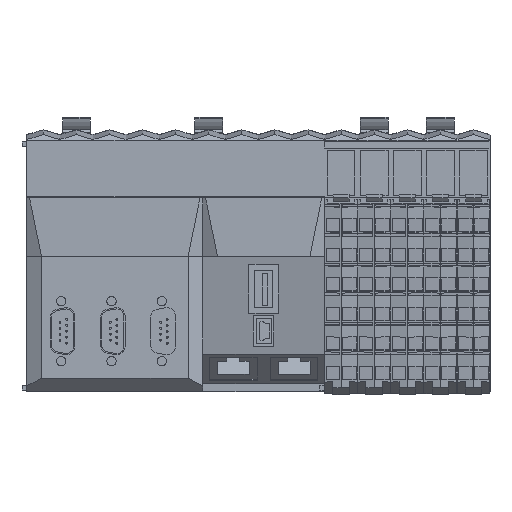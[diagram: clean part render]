
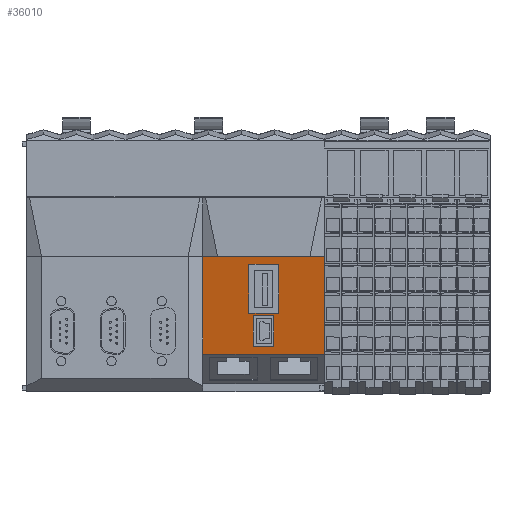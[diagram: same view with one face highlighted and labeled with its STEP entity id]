
A CAD part, front view. The second image highlights one B-rep face of the part: STEP entity #36010.
In plain terms, the highlighted planar face has unit normal (0, -0.978, -0.208).
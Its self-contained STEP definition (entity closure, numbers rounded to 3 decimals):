
#33367=CARTESIAN_POINT('POINT9505',(7.6,-57.581,
   48.05));
#33368=VERTEX_POINT('VERTEX9505',#33367);
#33369=CARTESIAN_POINT('POINT9506',(7.6,-53.649,
   29.55));
#33370=VERTEX_POINT('VERTEX9506',#33369);
#33371=CARTESIAN_POINT('POS17639',(7.6,-51.671,
   20.245));
#33372=DIRECTION('DIR23671',(0.,0.208,
   -0.978));
#33373=VECTOR('VEC11607',#33372,25.4);
#33374=LINE('STRAIGHT11607',#33371,#33373);
#33375=EDGE_CURVE('EDGE14373',#33368,#33370,#33374,.T.);
#33398=CARTESIAN_POINT('POINT9507',(-3.6,-57.581,
   48.05));
#33399=VERTEX_POINT('VERTEX9507',#33398);
#33400=CARTESIAN_POINT('POS17643',(2.,-57.581,
   48.05));
#33401=DIRECTION('DIR23676',(1.,0.,0.));
#33402=VECTOR('VEC11610',#33401,25.4);
#33403=LINE('STRAIGHT11610',#33400,#33402);
#33404=EDGE_CURVE('EDGE14376',#33399,#33368,#33403,.T.);
#33422=CARTESIAN_POINT('POINT9508',(-3.6,-53.649,
   29.55));
#33423=VERTEX_POINT('VERTEX9508',#33422);
#33424=CARTESIAN_POINT('POS17646',(-3.6,-51.671,
   20.245));
#33425=DIRECTION('DIR23680',(0.,-0.208,
   0.978));
#33426=VECTOR('VEC11612',#33425,25.4);
#33427=LINE('STRAIGHT11612',#33424,#33426);
#33428=EDGE_CURVE('EDGE14378',#33423,#33399,#33427,.T.);
#33446=CARTESIAN_POINT('POS17649',(2.,-53.649,
   29.55));
#33447=DIRECTION('DIR23684',(-1.,0.,0.));
#33448=VECTOR('VEC11614',#33447,25.4);
#33449=LINE('STRAIGHT11614',#33446,#33448);
#33450=EDGE_CURVE('EDGE14380',#33370,#33423,#33449,.T.);
#33463=CARTESIAN_POINT('POINT9509',(5.85,-53.457,
   28.65));
#33464=VERTEX_POINT('VERTEX9509',#33463);
#33465=CARTESIAN_POINT('POINT9510',(5.85,-51.013,
   17.15));
#33466=VERTEX_POINT('VERTEX9510',#33465);
#33467=CARTESIAN_POINT('POS17651',(5.85,-49.993,
   12.349));
#33468=DIRECTION('DIR23687',(0.,0.208,
   -0.978));
#33469=VECTOR('VEC11615',#33468,25.4);
#33470=LINE('STRAIGHT11615',#33467,#33469);
#33471=EDGE_CURVE('EDGE14381',#33464,#33466,#33470,.T.);
#33494=CARTESIAN_POINT('POINT9511',(-1.85,-53.457,
   28.65));
#33495=VERTEX_POINT('VERTEX9511',#33494);
#33496=CARTESIAN_POINT('POS17655',(2.,-53.457,
   28.65));
#33497=DIRECTION('DIR23692',(1.,0.,0.));
#33498=VECTOR('VEC11618',#33497,25.4);
#33499=LINE('STRAIGHT11618',#33496,#33498);
#33500=EDGE_CURVE('EDGE14384',#33495,#33464,#33499,.T.);
#33518=CARTESIAN_POINT('POINT9512',(-1.85,-51.013,
   17.15));
#33519=VERTEX_POINT('VERTEX9512',#33518);
#33520=CARTESIAN_POINT('POS17658',(-1.85,-49.993,
   12.349));
#33521=DIRECTION('DIR23696',(0.,-0.208,
   0.978));
#33522=VECTOR('VEC11620',#33521,25.4);
#33523=LINE('STRAIGHT11620',#33520,#33522);
#33524=EDGE_CURVE('EDGE14386',#33519,#33495,#33523,.T.);
#33542=CARTESIAN_POINT('POS17661',(2.,-51.013,
   17.15));
#33543=DIRECTION('DIR23700',(-1.,0.,0.));
#33544=VECTOR('VEC11622',#33543,25.4);
#33545=LINE('STRAIGHT11622',#33542,#33544);
#33546=EDGE_CURVE('EDGE14388',#33466,#33519,#33545,.T.);
#33575=CARTESIAN_POINT('POINT9515',(25.,-50.375,
   14.15));
#33576=VERTEX_POINT('VERTEX9515',#33575);
#33583=CARTESIAN_POINT('POINT9516',(-21.,-50.375,
   14.15));
#33584=VERTEX_POINT('VERTEX9516',#33583);
#33585=CARTESIAN_POINT('POS17666',(2.,-50.375,
   14.15));
#33586=DIRECTION('DIR23706',(1.,0.,0.));
#33587=VECTOR('VEC11626',#33586,25.4);
#33588=LINE('STRAIGHT11626',#33585,#33587);
#33589=EDGE_CURVE('EDGE14392',#33584,#33576,#33588,.T.);
#35957=CARTESIAN_POINT('POINT9623',(25.,-58.24,51.15));
#35958=VERTEX_POINT('VERTEX9623',#35957);
#35965=CARTESIAN_POINT('POS17889',(25.,-52.722,
   25.188));
#35966=DIRECTION('DIR24008',(0.,0.208,
   -0.978));
#35967=VECTOR('VEC11770',#35966,25.4);
#35968=LINE('STRAIGHT11770',#35965,#35967);
#35969=EDGE_CURVE('EDGE14568',#35958,#33576,#35968,.T.);
#35975=ORIENTED_EDGE('COEDGE29031',*,*,#33546,.T.);
#35976=ORIENTED_EDGE('COEDGE29032',*,*,#33524,.T.);
#35977=ORIENTED_EDGE('COEDGE29033',*,*,#33500,.T.);
#35978=ORIENTED_EDGE('COEDGE29034',*,*,#33471,.T.);
#35979=EDGE_LOOP('NONE',(#35975,#35976,#35977,#35978));
#35980=FACE_BOUND('LOOP1',#35979,.T.);
#35981=ORIENTED_EDGE('COEDGE29035',*,*,#33450,.T.);
#35982=ORIENTED_EDGE('COEDGE29036',*,*,#33428,.T.);
#35983=ORIENTED_EDGE('COEDGE29037',*,*,#33404,.T.);
#35984=ORIENTED_EDGE('COEDGE29038',*,*,#33375,.T.);
#35985=EDGE_LOOP('NONE',(#35981,#35982,#35983,#35984));
#35986=FACE_BOUND('LOOP1',#35985,.T.);
#35987=ORIENTED_EDGE('COEDGE29039',*,*,#33589,.T.);
#35988=ORIENTED_EDGE('COEDGE29040',*,*,#35969,.F.);
#35989=CARTESIAN_POINT('POINT9624',(-21.,-58.24,51.15));
#35990=VERTEX_POINT('VERTEX9624',#35989);
#35991=CARTESIAN_POINT('POS17890',(2.,-58.24,51.15));
#35992=DIRECTION('DIR24009',(-1.,0.,0.));
#35993=VECTOR('VEC11771',#35992,25.4);
#35994=LINE('STRAIGHT11771',#35991,#35993);
#35995=EDGE_CURVE('EDGE14569',#35958,#35990,#35994,.T.);
#35996=ORIENTED_EDGE('COEDGE29041',*,*,#35995,.T.);
#35997=CARTESIAN_POINT('POS17891',(-21.,-50.827,
   16.275));
#35998=DIRECTION('DIR24010',(0.,-0.208,
   0.978));
#35999=VECTOR('VEC11772',#35998,25.4);
#36000=LINE('STRAIGHT11772',#35997,#35999);
#36001=EDGE_CURVE('EDGE14570',#33584,#35990,#36000,.T.);
#36002=ORIENTED_EDGE('COEDGE29042',*,*,#36001,.F.);
#36003=EDGE_LOOP('NONE',(#35987,#35988,#35996,#36002));
#36004=FACE_BOUND('LOOP1',#36003,.T.);
#36005=CARTESIAN_POINT('POS17892',(2.,-48.364,
   4.688));
#36006=DIRECTION('DIR24011',(0.,-0.978,
   -0.208));
#36007=DIRECTION('DIR24012',(1.,0.,0.));
#36008=AXIS2_PLACEMENT_3D('AXIS6120',#36005,#36006,#36007);
#36009=PLANE('PLANE4292',#36008);
#36010=ADVANCED_FACE('FACE5799',(#35980,#35986,#36004),#36009,.T.);
